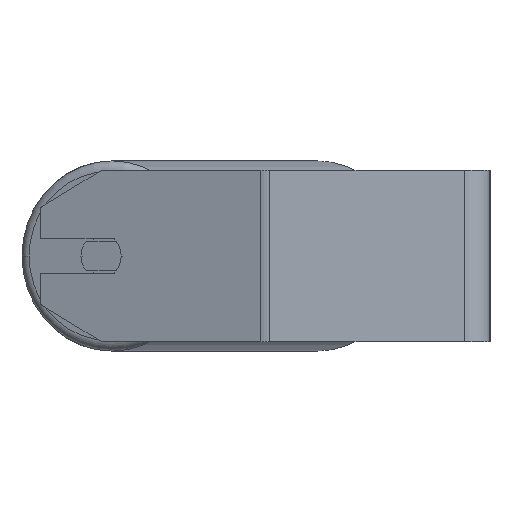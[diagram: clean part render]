
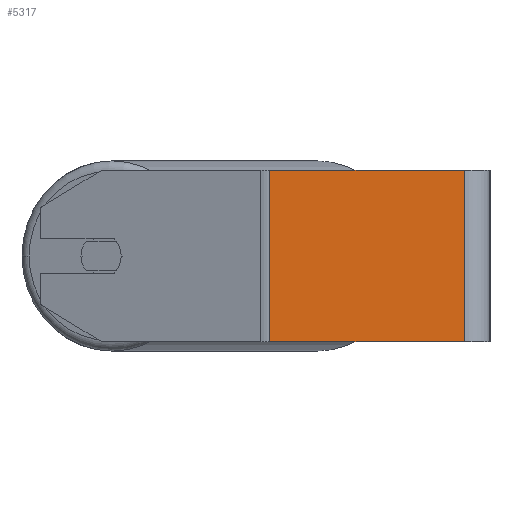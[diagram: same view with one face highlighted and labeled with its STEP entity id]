
A CAD part, left-side view. The second image highlights one B-rep face of the part: STEP entity #5317.
In plain terms, the highlighted planar face has unit normal (-1, 0, 0).
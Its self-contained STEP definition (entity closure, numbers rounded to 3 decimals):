
#119 = DIRECTION ( 'NONE',  ( 0., 0., -1. ) ) ;
#199 = VECTOR ( 'NONE', #2312, 1000. ) ;
#370 = LINE ( 'NONE', #3161, #6935 ) ;
#576 = LINE ( 'NONE', #5119, #199 ) ;
#1011 = VERTEX_POINT ( 'NONE', #3002 ) ;
#1185 = EDGE_CURVE ( 'NONE', #6926, #1011, #4852, .T. ) ;
#1188 = CARTESIAN_POINT ( 'NONE',  ( -330., 12., 40. ) ) ;
#1430 = ORIENTED_EDGE ( 'NONE', *, *, #2369, .F. ) ;
#1580 = DIRECTION ( 'NONE',  ( 0., 0., -1. ) ) ;
#1787 = CARTESIAN_POINT ( 'NONE',  ( -330., 103.043, -40. ) ) ;
#2009 = CARTESIAN_POINT ( 'NONE',  ( -330., 105.159, 40. ) ) ;
#2312 = DIRECTION ( 'NONE',  ( 0., -1., 0. ) ) ;
#2369 = EDGE_CURVE ( 'NONE', #6263, #1011, #3498, .T. ) ;
#2696 = VECTOR ( 'NONE', #119, 1000. ) ;
#3002 = CARTESIAN_POINT ( 'NONE',  ( -330., 12., -40. ) ) ;
#3097 = VERTEX_POINT ( 'NONE', #3307 ) ;
#3126 = FACE_OUTER_BOUND ( 'NONE', #6890, .T. ) ;
#3161 = CARTESIAN_POINT ( 'NONE',  ( -330., 103.043, 40. ) ) ;
#3307 = CARTESIAN_POINT ( 'NONE',  ( -330., 103.043, 40. ) ) ;
#3498 = LINE ( 'NONE', #1188, #2696 ) ;
#3559 = EDGE_CURVE ( 'NONE', #3097, #6263, #576, .T. ) ;
#3610 = PLANE ( 'NONE',  #4082 ) ;
#4082 = AXIS2_PLACEMENT_3D ( 'NONE', #2009, #4280, #5861 ) ;
#4227 = VECTOR ( 'NONE', #5439, 1000. ) ;
#4280 = DIRECTION ( 'NONE',  ( 1., 0., 0. ) ) ;
#4375 = CARTESIAN_POINT ( 'NONE',  ( -330., 12., 40. ) ) ;
#4852 = LINE ( 'NONE', #4963, #4227 ) ;
#4963 = CARTESIAN_POINT ( 'NONE',  ( -330., 105.159, -40. ) ) ;
#5119 = CARTESIAN_POINT ( 'NONE',  ( -330., 105.159, 40. ) ) ;
#5317 = ADVANCED_FACE ( 'NONE', ( #3126 ), #3610, .F. ) ;
#5362 = ORIENTED_EDGE ( 'NONE', *, *, #3559, .F. ) ;
#5439 = DIRECTION ( 'NONE',  ( 0., -1., 0. ) ) ;
#5861 = DIRECTION ( 'NONE',  ( 0., 0., -1. ) ) ;
#5948 = EDGE_CURVE ( 'NONE', #3097, #6926, #370, .T. ) ;
#6263 = VERTEX_POINT ( 'NONE', #4375 ) ;
#6601 = ORIENTED_EDGE ( 'NONE', *, *, #1185, .T. ) ;
#6658 = ORIENTED_EDGE ( 'NONE', *, *, #5948, .T. ) ;
#6890 = EDGE_LOOP ( 'NONE', ( #6601, #1430, #5362, #6658 ) ) ;
#6926 = VERTEX_POINT ( 'NONE', #1787 ) ;
#6935 = VECTOR ( 'NONE', #1580, 1000. ) ;
